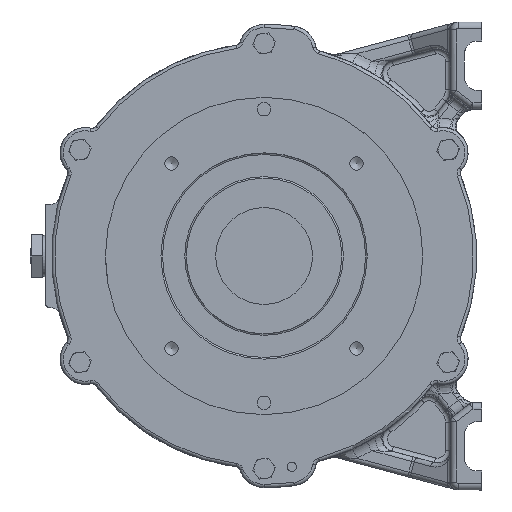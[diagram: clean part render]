
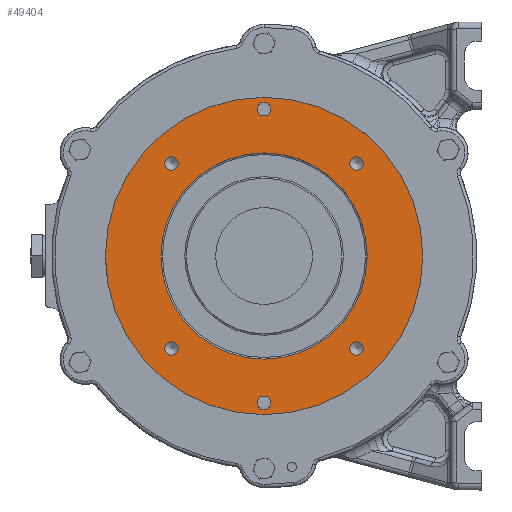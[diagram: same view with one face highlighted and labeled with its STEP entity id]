
A CAD part, left-side view. The second image highlights one B-rep face of the part: STEP entity #49404.
In plain terms, the highlighted planar face has unit normal (-1, 0, 0).
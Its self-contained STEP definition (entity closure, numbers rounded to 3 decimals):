
#653 = EDGE_CURVE ( 'NONE', #9159, #9159, #44557, .T. ) ;
#700 = EDGE_LOOP ( 'NONE', ( #791 ) ) ;
#791 = ORIENTED_EDGE ( 'NONE', *, *, #52315, .T. ) ;
#1644 = CIRCLE ( 'NONE', #42312, 4.25 ) ;
#2283 = EDGE_LOOP ( 'NONE', ( #10222 ) ) ;
#2652 = VERTEX_POINT ( 'NONE', #44997 ) ;
#2661 = EDGE_CURVE ( 'NONE', #29929, #29929, #21601, .T. ) ;
#2757 = AXIS2_PLACEMENT_3D ( 'NONE', #27757, #36603, #53232 ) ;
#3309 = CARTESIAN_POINT ( 'NONE',  ( -108., -58.336, -58.336 ) ) ;
#4071 = EDGE_LOOP ( 'NONE', ( #19165 ) ) ;
#4821 = CARTESIAN_POINT ( 'NONE',  ( -108., -58.336, 62.586 ) ) ;
#6452 = DIRECTION ( 'NONE',  ( 0., 0., -1. ) ) ;
#7138 = DIRECTION ( 'NONE',  ( 0., 0., 1. ) ) ;
#7181 = CARTESIAN_POINT ( 'NONE',  ( -108., 0., 0. ) ) ;
#7665 = FACE_BOUND ( 'NONE', #2283, .T. ) ;
#7913 = DIRECTION ( 'NONE',  ( 0., 0., 1. ) ) ;
#8175 = AXIS2_PLACEMENT_3D ( 'NONE', #46596, #51302, #26354 ) ;
#8691 = VERTEX_POINT ( 'NONE', #21421 ) ;
#9159 = VERTEX_POINT ( 'NONE', #13855 ) ;
#9806 = AXIS2_PLACEMENT_3D ( 'NONE', #52691, #14727, #6452 ) ;
#10086 = EDGE_LOOP ( 'NONE', ( #18391 ) ) ;
#10222 = ORIENTED_EDGE ( 'NONE', *, *, #2661, .T. ) ;
#11279 = PLANE ( 'NONE',  #21294 ) ;
#11324 = DIRECTION ( 'NONE',  ( 1., 0., 0. ) ) ;
#11467 = CIRCLE ( 'NONE', #30052, 65. ) ;
#11595 = DIRECTION ( 'NONE',  ( 0., 0., 1. ) ) ;
#13105 = VERTEX_POINT ( 'NONE', #30014 ) ;
#13855 = CARTESIAN_POINT ( 'NONE',  ( -108., 0., 100. ) ) ;
#14271 = VERTEX_POINT ( 'NONE', #43904 ) ;
#14727 = DIRECTION ( 'NONE',  ( 1., 0., 0. ) ) ;
#15147 = FACE_BOUND ( 'NONE', #4071, .T. ) ;
#15302 = EDGE_LOOP ( 'NONE', ( #48583 ) ) ;
#15463 = DIRECTION ( 'NONE',  ( 1., 0., 0. ) ) ;
#16483 = CARTESIAN_POINT ( 'NONE',  ( -108., -58.336, 58.336 ) ) ;
#16488 = CARTESIAN_POINT ( 'NONE',  ( -108., 58.336, 62.586 ) ) ;
#18391 = ORIENTED_EDGE ( 'NONE', *, *, #31013, .T. ) ;
#19165 = ORIENTED_EDGE ( 'NONE', *, *, #21884, .T. ) ;
#20179 = EDGE_LOOP ( 'NONE', ( #44431 ) ) ;
#21294 = AXIS2_PLACEMENT_3D ( 'NONE', #45072, #45610, #7138 ) ;
#21421 = CARTESIAN_POINT ( 'NONE',  ( -108., 0., -96.75 ) ) ;
#21601 = CIRCLE ( 'NONE', #52583, 4.25 ) ;
#21884 = EDGE_CURVE ( 'NONE', #50582, #50582, #1644, .T. ) ;
#22311 = DIRECTION ( 'NONE',  ( 0., 0., 1. ) ) ;
#26354 = DIRECTION ( 'NONE',  ( 0., 0., -1. ) ) ;
#27757 = CARTESIAN_POINT ( 'NONE',  ( -108., 58.336, -58.336 ) ) ;
#28453 = FACE_BOUND ( 'NONE', #700, .T. ) ;
#29251 = DIRECTION ( 'NONE',  ( 0., 0., 1. ) ) ;
#29929 = VERTEX_POINT ( 'NONE', #43228 ) ;
#30014 = CARTESIAN_POINT ( 'NONE',  ( -108., 58.336, -54.086 ) ) ;
#30052 = AXIS2_PLACEMENT_3D ( 'NONE', #46986, #39476, #22311 ) ;
#31013 = EDGE_CURVE ( 'NONE', #14271, #14271, #43559, .T. ) ;
#32061 = FACE_BOUND ( 'NONE', #20179, .T. ) ;
#32284 = CIRCLE ( 'NONE', #46445, 4.25 ) ;
#32573 = CARTESIAN_POINT ( 'NONE',  ( -108., 58.336, 58.336 ) ) ;
#32872 = FACE_BOUND ( 'NONE', #10086, .T. ) ;
#33346 = VERTEX_POINT ( 'NONE', #4821 ) ;
#35442 = CIRCLE ( 'NONE', #9806, 4.25 ) ;
#36603 = DIRECTION ( 'NONE',  ( 1., 0., 0. ) ) ;
#36721 = DIRECTION ( 'NONE',  ( 1., 0., 0. ) ) ;
#37273 = DIRECTION ( 'NONE',  ( 1., 0., 0. ) ) ;
#39476 = DIRECTION ( 'NONE',  ( 1., 0., 0. ) ) ;
#39562 = EDGE_LOOP ( 'NONE', ( #42553 ) ) ;
#40748 = CIRCLE ( 'NONE', #2757, 4.25 ) ;
#42312 = AXIS2_PLACEMENT_3D ( 'NONE', #32573, #36721, #7913 ) ;
#42553 = ORIENTED_EDGE ( 'NONE', *, *, #49053, .T. ) ;
#42908 = EDGE_CURVE ( 'NONE', #2652, #2652, #11467, .T. ) ;
#43228 = CARTESIAN_POINT ( 'NONE',  ( -108., -58.336, -54.086 ) ) ;
#43559 = CIRCLE ( 'NONE', #8175, 4.25 ) ;
#43904 = CARTESIAN_POINT ( 'NONE',  ( -108., 0., 88.25 ) ) ;
#44431 = ORIENTED_EDGE ( 'NONE', *, *, #49174, .T. ) ;
#44557 = CIRCLE ( 'NONE', #51602, 100. ) ;
#44997 = CARTESIAN_POINT ( 'NONE',  ( -108., 0., 65. ) ) ;
#45072 = CARTESIAN_POINT ( 'NONE',  ( -108., -100., 0. ) ) ;
#45342 = FACE_OUTER_BOUND ( 'NONE', #54184, .T. ) ;
#45610 = DIRECTION ( 'NONE',  ( -1., 0., 0. ) ) ;
#45893 = ORIENTED_EDGE ( 'NONE', *, *, #653, .F. ) ;
#46445 = AXIS2_PLACEMENT_3D ( 'NONE', #16483, #37273, #29251 ) ;
#46596 = CARTESIAN_POINT ( 'NONE',  ( -108., 0., 92.5 ) ) ;
#46986 = CARTESIAN_POINT ( 'NONE',  ( -108., 0., 0. ) ) ;
#48583 = ORIENTED_EDGE ( 'NONE', *, *, #42908, .T. ) ;
#48960 = FACE_BOUND ( 'NONE', #15302, .T. ) ;
#49053 = EDGE_CURVE ( 'NONE', #8691, #8691, #35442, .T. ) ;
#49174 = EDGE_CURVE ( 'NONE', #13105, #13105, #40748, .T. ) ;
#49404 = ADVANCED_FACE ( 'NONE', ( #53111, #32872, #7665, #28453, #15147, #32061, #48960, #45342 ), #11279, .T. ) ;
#50582 = VERTEX_POINT ( 'NONE', #16488 ) ;
#51302 = DIRECTION ( 'NONE',  ( 1., 0., 0. ) ) ;
#51602 = AXIS2_PLACEMENT_3D ( 'NONE', #7181, #15463, #11595 ) ;
#52315 = EDGE_CURVE ( 'NONE', #33346, #33346, #32284, .T. ) ;
#52583 = AXIS2_PLACEMENT_3D ( 'NONE', #3309, #11324, #53968 ) ;
#52691 = CARTESIAN_POINT ( 'NONE',  ( -108., 0., -92.5 ) ) ;
#53111 = FACE_BOUND ( 'NONE', #39562, .T. ) ;
#53232 = DIRECTION ( 'NONE',  ( 0., 0., 1. ) ) ;
#53968 = DIRECTION ( 'NONE',  ( 0., 0., 1. ) ) ;
#54184 = EDGE_LOOP ( 'NONE', ( #45893 ) ) ;
